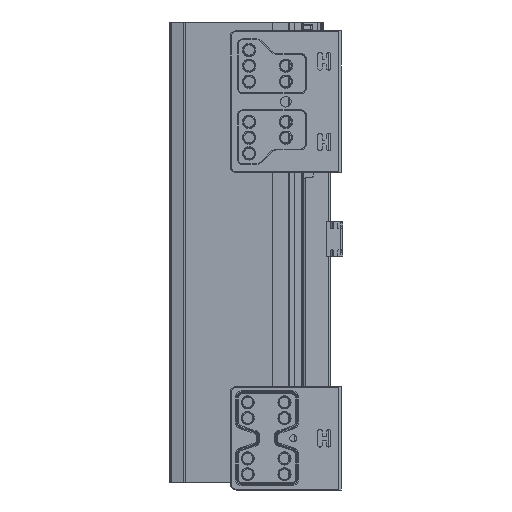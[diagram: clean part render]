
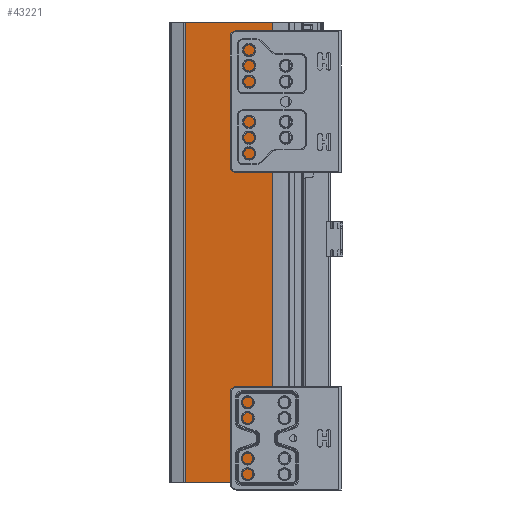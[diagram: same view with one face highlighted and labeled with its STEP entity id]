
A CAD part, left-side view. The second image highlights one B-rep face of the part: STEP entity #43221.
In plain terms, the highlighted planar face has unit normal (-0.996, 0.09, 0).
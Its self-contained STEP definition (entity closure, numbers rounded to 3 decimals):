
#963=PLANE('',#45773);
#2329=FACE_OUTER_BOUND('',#4819,.T.);
#4819=EDGE_LOOP('',(#29403,#29404,#29405,#29406));
#9533=LINE('',#63452,#13945);
#9590=LINE('',#63635,#14002);
#9591=LINE('',#63638,#14003);
#9592=LINE('',#63639,#14004);
#13945=VECTOR('',#50204,50.178);
#14002=VECTOR('',#50339,263.);
#14003=VECTOR('',#50342,50.178);
#14004=VECTOR('',#50343,263.);
#18364=VERTEX_POINT('',#63449);
#18365=VERTEX_POINT('',#63451);
#18414=VERTEX_POINT('',#63633);
#18415=VERTEX_POINT('',#63637);
#22657=EDGE_CURVE('',#18364,#18365,#9533,.T.);
#22733=EDGE_CURVE('',#18414,#18364,#9590,.T.);
#22734=EDGE_CURVE('',#18415,#18414,#9591,.T.);
#22735=EDGE_CURVE('',#18365,#18415,#9592,.T.);
#29403=ORIENTED_EDGE('',*,*,#22733,.F.);
#29404=ORIENTED_EDGE('',*,*,#22734,.F.);
#29405=ORIENTED_EDGE('',*,*,#22735,.F.);
#29406=ORIENTED_EDGE('',*,*,#22657,.F.);
#43221=ADVANCED_FACE('',(#2329),#963,.T.);
#45773=AXIS2_PLACEMENT_3D('',#63636,#50340,#50341);
#50204=DIRECTION('',(0.091,0.996,0.));
#50339=DIRECTION('',(0.,0.,-1.));
#50340=DIRECTION('center_axis',(-0.996,0.091,0.));
#50341=DIRECTION('ref_axis',(0.091,0.996,0.));
#50342=DIRECTION('',(-0.091,-0.996,0.));
#50343=DIRECTION('',(0.,0.,1.));
#63449=CARTESIAN_POINT('',(-2.932,676.931,-349.639));
#63451=CARTESIAN_POINT('',(1.611,726.903,-349.639));
#63452=CARTESIAN_POINT('',(-2.932,676.931,-349.639));
#63633=CARTESIAN_POINT('',(-2.932,676.931,-86.639));
#63635=CARTESIAN_POINT('',(-2.932,676.931,-86.639));
#63636=CARTESIAN_POINT('Origin',(-0.66,701.917,-86.639));
#63637=CARTESIAN_POINT('',(1.611,726.903,-86.639));
#63638=CARTESIAN_POINT('',(1.611,726.903,-86.639));
#63639=CARTESIAN_POINT('',(1.611,726.903,-349.639));
